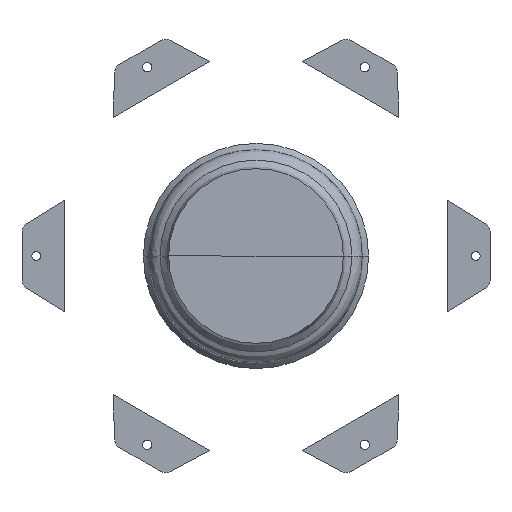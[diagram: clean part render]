
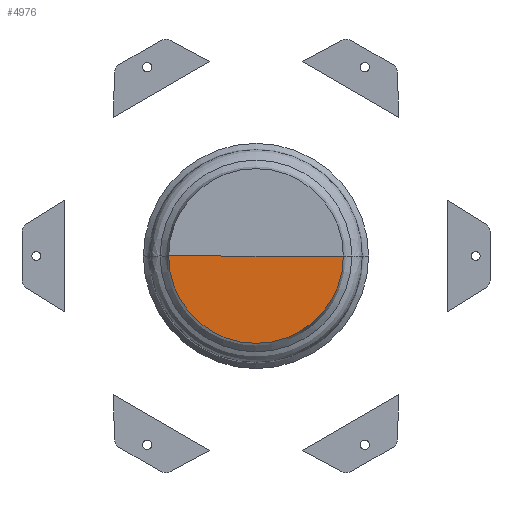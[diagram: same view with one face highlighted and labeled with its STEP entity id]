
A CAD part, left-side view. The second image highlights one B-rep face of the part: STEP entity #4976.
In plain terms, the highlighted planar face has unit normal (-1, 0, 0).
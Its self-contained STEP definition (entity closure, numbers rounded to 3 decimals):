
#208=PLANE('',#5408);
#540=FACE_OUTER_BOUND('',#856,.T.);
#856=EDGE_LOOP('',(#3760,#3761));
#1218=LINE('',#7995,#1611);
#1611=VECTOR('',#6380,304.8);
#1948=CIRCLE('',#5409,57.106);
#2280=VERTEX_POINT('',#7993);
#2281=VERTEX_POINT('',#7994);
#2806=EDGE_CURVE('',#2280,#2281,#1218,.T.);
#2807=EDGE_CURVE('',#2281,#2280,#1948,.T.);
#3760=ORIENTED_EDGE('',*,*,#2806,.T.);
#3761=ORIENTED_EDGE('',*,*,#2807,.T.);
#4976=ADVANCED_FACE('',(#540),#208,.T.);
#5408=AXIS2_PLACEMENT_3D('',#7992,#6378,#6379);
#5409=AXIS2_PLACEMENT_3D('',#7996,#6381,#6382);
#6378=DIRECTION('center_axis',(-1.,0.,0.));
#6379=DIRECTION('ref_axis',(0.,1.,0.));
#6380=DIRECTION('',(0.,1.,0.));
#6381=DIRECTION('center_axis',(-1.,0.,0.));
#6382=DIRECTION('ref_axis',(0.,1.,0.));
#7992=CARTESIAN_POINT('Origin',(-196.5,0.,0.));
#7993=CARTESIAN_POINT('',(-196.5,-57.106,0.));
#7994=CARTESIAN_POINT('',(-196.5,57.106,0.));
#7995=CARTESIAN_POINT('',(-196.5,0.,0.));
#7996=CARTESIAN_POINT('Origin',(-196.5,0.,0.));
